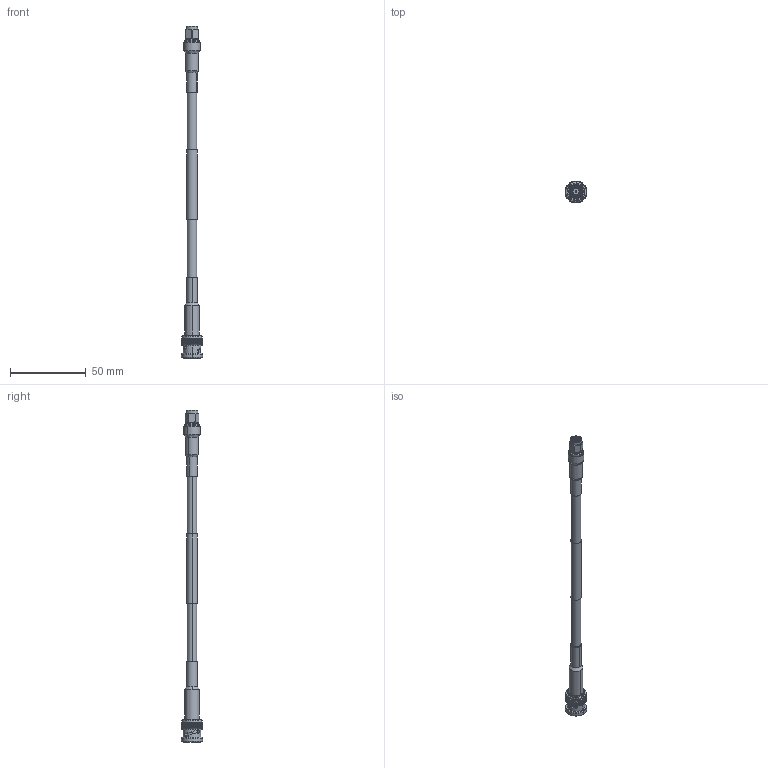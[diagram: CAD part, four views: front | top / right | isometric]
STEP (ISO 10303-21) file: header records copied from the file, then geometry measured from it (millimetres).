
FILE_DESCRIPTION (( 'STEP AP214' ), '1' );
FILE_NAME ('FMC00498.step', '2021-04-29T22:02:53', ( '' ), ( '' ), 'SwSTEP 2.0', 'SolidWorks 2020', '' );
FILE_SCHEMA (( 'AUTOMOTIVE_DESIGN' ));
Length unit declared in the file: inch
Products named in the file (5): TC-240-SM-SS-X^FMC00498_Heat Shrink; FMC00498; Center label^FMC00498; LMR-240-UF^FMC00498_LMR-240; TC-240-BM-X^FMC00498_Heat Shrink
Assembly tree (4 placements, depth 2):
  FMC00498
    LMR-240-UF^FMC00498_LMR-240
    Center label^FMC00498
    TC-240-SM-SS-X^FMC00498_Heat Shrink
    TC-240-BM-X^FMC00498_Heat Shrink
Bounding box: 14.46 x 14.46 x 218.72 mm (x, y, z)
Volume: 11143.1 mm3; surface area: 8104.5 mm2
Topology: 5 solids, 5 shells, 536 faces, 1239 edges, 730 vertices
Faces by surface type: plane 180, cylinder 167, cone 164, bspline 25
Entity records: 19414 total; most frequent: CARTESIAN_POINT 7441, ORIENTED_EDGE 2478, DIRECTION 2380, EDGE_CURVE 1239, AXIS2_PLACEMENT_3D 993, VERTEX_POINT 730, EDGE_LOOP 559, FACE_OUTER_BOUND 536
